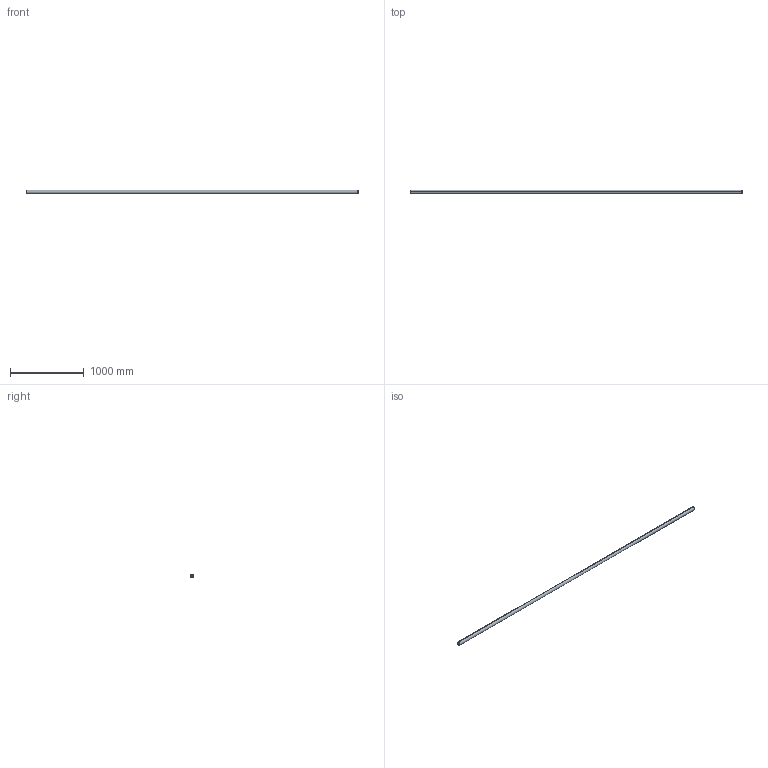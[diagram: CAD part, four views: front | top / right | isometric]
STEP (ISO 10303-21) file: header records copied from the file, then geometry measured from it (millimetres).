
FILE_DESCRIPTION (( 'STEP AP214' ), '1' );
FILE_NAME ('HIWIN Spindler RBSDIN R50-05-0,052 4500mm.STEP', '2022-03-23T12:14:55', ( '' ), ( '' ), 'SwSTEP 2.0', 'SolidWorks 2021', '' );
FILE_SCHEMA (( 'AUTOMOTIVE_DESIGN' ));
Length unit declared in the file: millimetre
Products named in the file (2): R50-05K6-FSCDIN-4500-4500-0,052_FILE; HIWIN Spindler RBSDIN R50-05-0,052 4500mm
Assembly tree (1 placements, depth 2):
  HIWIN Spindler RBSDIN R50-05-0,052 4500mm
    R50-05K6-FSCDIN-4500-4500-0,052_FILE
Bounding box: 4500 x 49.3 x 49.3 mm (x, y, z)
Volume: 8589998 mm3; surface area: 700671.7 mm2
Topology: 1 solids, 1 shells, 71 faces, 193 edges, 128 vertices
Faces by surface type: plane 65, cone 4, cylinder 2
Entity records: 3048 total; most frequent: CARTESIAN_POINT 396, ORIENTED_EDGE 386, DIRECTION 353, EDGE_CURVE 193, VECTOR 183, LINE 183, VERTEX_POINT 128, AXIS2_PLACEMENT_3D 85
